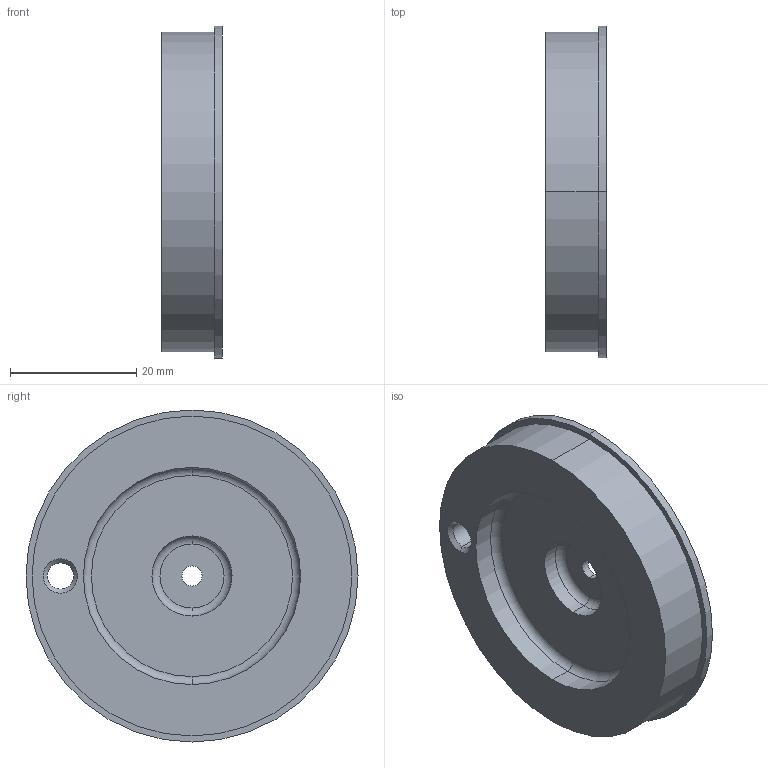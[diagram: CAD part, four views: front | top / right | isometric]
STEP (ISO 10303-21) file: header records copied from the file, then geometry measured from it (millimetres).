
FILE_DESCRIPTION (( 'STEP AP214' ), '1' );
FILE_NAME ('D1300072-v1 aLIGO Pcal Tooling, Periscope Target Disc.STEP', '2013-02-11T21:25:10', ( 'ligo' ), ( 'Microsoft' ), 'SwSTEP 2.0', 'SolidWorks 2012', '' );
FILE_SCHEMA (( 'AUTOMOTIVE_DESIGN' ));
Length unit declared in the file: inch
Products named in the file (1): D1300072-v1 aLIGO Pcal Tooling, Periscope Target Disc
Bounding box: 9.53 x 52.58 x 52.58 mm (x, y, z)
Volume: 14579.2 mm3; surface area: 6510 mm2
Topology: 1 solids, 1 shells, 25 faces, 52 edges, 32 vertices
Faces by surface type: cylinder 12, plane 5, cone 4, torus 4
Entity records: 726 total; most frequent: DIRECTION 140, CARTESIAN_POINT 110, ORIENTED_EDGE 104, AXIS2_PLACEMENT_3D 62, EDGE_CURVE 52, CIRCLE 36, EDGE_LOOP 32, VERTEX_POINT 32
